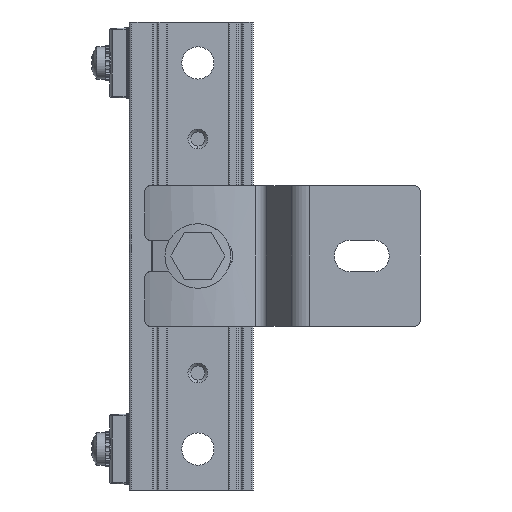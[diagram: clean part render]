
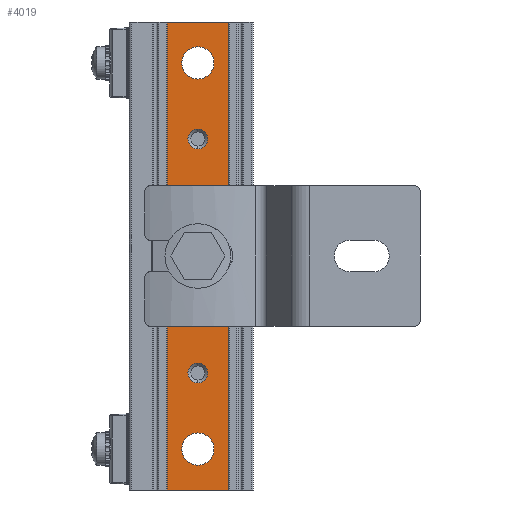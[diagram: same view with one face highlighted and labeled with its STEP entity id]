
A CAD part, left-side view. The second image highlights one B-rep face of the part: STEP entity #4019.
In plain terms, the highlighted planar face has unit normal (-1, 0, 0).
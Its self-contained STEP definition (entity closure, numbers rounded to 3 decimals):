
#3252=DIRECTION('',(0.,-1.,0.));
#3253=VECTOR('',#3252,11.5);
#3254=CARTESIAN_POINT('',(-4.,5.75,-40.));
#3255=LINE('',#3254,#3253);
#3406=CARTESIAN_POINT('',(-4.,0.,0.));
#3407=DIRECTION('',(1.,0.,0.));
#3408=DIRECTION('',(0.,0.,-1.));
#3409=AXIS2_PLACEMENT_3D('',#3406,#3407,#3408);
#3414=CARTESIAN_POINT('',(-4.,0.,0.));
#3415=DIRECTION('',(1.,0.,0.));
#3416=DIRECTION('',(0.,0.,1.));
#3417=AXIS2_PLACEMENT_3D('',#3414,#3415,#3416);
#3422=CARTESIAN_POINT('',(-4.,0.,-33.));
#3423=DIRECTION('',(1.,0.,0.));
#3424=DIRECTION('',(0.,0.,-1.));
#3425=AXIS2_PLACEMENT_3D('',#3422,#3423,#3424);
#3430=CARTESIAN_POINT('',(-4.,0.,-33.));
#3431=DIRECTION('',(1.,0.,0.));
#3432=DIRECTION('',(0.,0.,1.));
#3433=AXIS2_PLACEMENT_3D('',#3430,#3431,#3432);
#3438=CARTESIAN_POINT('',(-4.,0.,33.));
#3439=DIRECTION('',(1.,0.,0.));
#3440=DIRECTION('',(0.,0.,-1.));
#3441=AXIS2_PLACEMENT_3D('',#3438,#3439,#3440);
#3446=CARTESIAN_POINT('',(-4.,0.,33.));
#3447=DIRECTION('',(1.,0.,0.));
#3448=DIRECTION('',(0.,0.,1.));
#3449=AXIS2_PLACEMENT_3D('',#3446,#3447,#3448);
#3454=CARTESIAN_POINT('',(-4.,5.75,-39.));
#3455=DIRECTION('',(-1.,0.,0.));
#3456=DIRECTION('',(0.,1.,0.));
#3457=AXIS2_PLACEMENT_3D('',#3454,#3455,#3456);
#3462=DIRECTION('',(0.,0.,1.));
#3463=VECTOR('',#3462,78.);
#3464=CARTESIAN_POINT('',(-4.,6.75,-39.));
#3465=LINE('',#3464,#3463);
#3469=CARTESIAN_POINT('',(-4.,5.75,39.));
#3470=DIRECTION('',(-1.,0.,0.));
#3471=DIRECTION('',(0.,0.,1.));
#3472=AXIS2_PLACEMENT_3D('',#3469,#3470,#3471);
#3477=CARTESIAN_POINT('',(-4.,-5.75,39.));
#3478=DIRECTION('',(-1.,0.,0.));
#3479=DIRECTION('',(0.,-1.,0.));
#3480=AXIS2_PLACEMENT_3D('',#3477,#3478,#3479);
#3485=CARTESIAN_POINT('',(-4.,-5.75,-39.));
#3486=DIRECTION('',(-1.,0.,0.));
#3487=DIRECTION('',(0.,0.,-1.));
#3488=AXIS2_PLACEMENT_3D('',#3485,#3486,#3487);
#3493=CARTESIAN_POINT('',(-4.,0.,20.));
#3494=DIRECTION('',(1.,0.,0.));
#3495=DIRECTION('',(0.,0.,-1.));
#3496=AXIS2_PLACEMENT_3D('',#3493,#3494,#3495);
#3501=CARTESIAN_POINT('',(-4.,0.,20.));
#3502=DIRECTION('',(1.,0.,0.));
#3503=DIRECTION('',(0.,0.,1.));
#3504=AXIS2_PLACEMENT_3D('',#3501,#3502,#3503);
#3509=CARTESIAN_POINT('',(-4.,0.,-20.));
#3510=DIRECTION('',(1.,0.,0.));
#3511=DIRECTION('',(0.,0.,1.));
#3512=AXIS2_PLACEMENT_3D('',#3509,#3510,#3511);
#3517=CARTESIAN_POINT('',(-4.,0.,-20.));
#3518=DIRECTION('',(1.,0.,0.));
#3519=DIRECTION('',(0.,0.,-1.));
#3520=AXIS2_PLACEMENT_3D('',#3517,#3518,#3519);
#3641=DIRECTION('',(0.,-1.,0.));
#3642=VECTOR('',#3641,11.5);
#3643=CARTESIAN_POINT('',(-4.,5.75,40.));
#3644=LINE('',#3643,#3642);
#3669=DIRECTION('',(0.,0.,1.));
#3670=VECTOR('',#3669,78.);
#3671=CARTESIAN_POINT('',(-4.,-6.75,-39.));
#3672=LINE('',#3671,#3670);
#3775=CARTESIAN_POINT('',(-4.,0.,-2.1));
#3776=VERTEX_POINT('',#3775);
#3777=CARTESIAN_POINT('',(-4.,0.,2.1));
#3778=VERTEX_POINT('',#3777);
#3779=CARTESIAN_POINT('',(-4.,0.,-35.75));
#3780=CARTESIAN_POINT('',(-4.,0.,-30.25));
#3781=VERTEX_POINT('',#3779);
#3782=VERTEX_POINT('',#3780);
#3783=CARTESIAN_POINT('',(-4.,0.,30.25));
#3784=CARTESIAN_POINT('',(-4.,0.,35.75));
#3785=VERTEX_POINT('',#3783);
#3786=VERTEX_POINT('',#3784);
#3791=CARTESIAN_POINT('',(-4.,6.75,-39.));
#3792=VERTEX_POINT('',#3791);
#3793=CARTESIAN_POINT('',(-4.,5.75,-40.));
#3794=VERTEX_POINT('',#3793);
#3795=CARTESIAN_POINT('',(-4.,-5.75,-40.));
#3796=CARTESIAN_POINT('',(-4.,-6.75,-39.));
#3797=VERTEX_POINT('',#3795);
#3798=VERTEX_POINT('',#3796);
#3807=CARTESIAN_POINT('',(-4.,-6.75,39.));
#3808=VERTEX_POINT('',#3807);
#3809=CARTESIAN_POINT('',(-4.,-5.75,40.));
#3810=VERTEX_POINT('',#3809);
#3811=CARTESIAN_POINT('',(-4.,5.75,40.));
#3812=CARTESIAN_POINT('',(-4.,6.75,39.));
#3813=VERTEX_POINT('',#3811);
#3814=VERTEX_POINT('',#3812);
#3843=CARTESIAN_POINT('',(-4.,0.,18.3));
#3844=CARTESIAN_POINT('',(-4.,0.,21.7));
#3845=VERTEX_POINT('',#3843);
#3846=VERTEX_POINT('',#3844);
#3851=CARTESIAN_POINT('',(-4.,0.,-18.3));
#3852=CARTESIAN_POINT('',(-4.,0.,-21.7));
#3853=VERTEX_POINT('',#3851);
#3854=VERTEX_POINT('',#3852);
#3970=CARTESIAN_POINT('',(-4.,6.75,-40.));
#3971=DIRECTION('',(-1.,0.,0.));
#3972=DIRECTION('',(0.,-1.,0.));
#3973=AXIS2_PLACEMENT_3D('',#3970,#3971,#3972);
#3974=PLANE('',#3973);
#3975=ORIENTED_EDGE('',*,*,#3884,.F.);
#3977=ORIENTED_EDGE('',*,*,#3976,.T.);
#3979=ORIENTED_EDGE('',*,*,#3978,.F.);
#3981=ORIENTED_EDGE('',*,*,#3980,.T.);
#3983=ORIENTED_EDGE('',*,*,#3982,.F.);
#3985=ORIENTED_EDGE('',*,*,#3984,.F.);
#3987=ORIENTED_EDGE('',*,*,#3986,.F.);
#3988=ORIENTED_EDGE('',*,*,#3866,.F.);
#3989=EDGE_LOOP('',(#3975,#3977,#3979,#3981,#3983,#3985,#3987,#3988));
#3990=FACE_OUTER_BOUND('',#3989,.F.);
#3991=ORIENTED_EDGE('',*,*,#3950,.F.);
#3992=ORIENTED_EDGE('',*,*,#3964,.F.);
#3993=EDGE_LOOP('',(#3991,#3992));
#3994=FACE_BOUND('',#3993,.F.);
#3996=ORIENTED_EDGE('',*,*,#3995,.F.);
#3998=ORIENTED_EDGE('',*,*,#3997,.F.);
#3999=EDGE_LOOP('',(#3996,#3998));
#4000=FACE_BOUND('',#3999,.F.);
#4002=ORIENTED_EDGE('',*,*,#4001,.F.);
#4004=ORIENTED_EDGE('',*,*,#4003,.F.);
#4005=EDGE_LOOP('',(#4002,#4004));
#4006=FACE_BOUND('',#4005,.F.);
#4008=ORIENTED_EDGE('',*,*,#4007,.F.);
#4010=ORIENTED_EDGE('',*,*,#4009,.F.);
#4011=EDGE_LOOP('',(#4008,#4010));
#4012=FACE_BOUND('',#4011,.F.);
#4014=ORIENTED_EDGE('',*,*,#4013,.F.);
#4016=ORIENTED_EDGE('',*,*,#4015,.F.);
#4017=EDGE_LOOP('',(#4014,#4016));
#4018=FACE_BOUND('',#4017,.F.);
#4019=ADVANCED_FACE('',(#3990,#3994,#4000,#4006,#4012,#4018),#3974,.T.);
#3410=CIRCLE('',#3409,2.1);
#3418=CIRCLE('',#3417,2.1);
#3426=CIRCLE('',#3425,2.75);
#3434=CIRCLE('',#3433,2.75);
#3442=CIRCLE('',#3441,2.75);
#3450=CIRCLE('',#3449,2.75);
#3458=CIRCLE('',#3457,1.);
#3473=CIRCLE('',#3472,1.);
#3481=CIRCLE('',#3480,1.);
#3489=CIRCLE('',#3488,1.);
#3497=CIRCLE('',#3496,1.7);
#3505=CIRCLE('',#3504,1.7);
#3513=CIRCLE('',#3512,1.7);
#3521=CIRCLE('',#3520,1.7);
#3866=EDGE_CURVE('',#3794,#3797,#3255,.T.);
#3884=EDGE_CURVE('',#3792,#3794,#3458,.T.);
#3950=EDGE_CURVE('',#3776,#3778,#3410,.T.);
#3964=EDGE_CURVE('',#3778,#3776,#3418,.T.);
#3976=EDGE_CURVE('',#3792,#3814,#3465,.T.);
#3978=EDGE_CURVE('',#3813,#3814,#3473,.T.);
#3980=EDGE_CURVE('',#3813,#3810,#3644,.T.);
#3982=EDGE_CURVE('',#3808,#3810,#3481,.T.);
#3984=EDGE_CURVE('',#3798,#3808,#3672,.T.);
#3986=EDGE_CURVE('',#3797,#3798,#3489,.T.);
#3995=EDGE_CURVE('',#3781,#3782,#3426,.T.);
#3997=EDGE_CURVE('',#3782,#3781,#3434,.T.);
#4001=EDGE_CURVE('',#3785,#3786,#3442,.T.);
#4003=EDGE_CURVE('',#3786,#3785,#3450,.T.);
#4007=EDGE_CURVE('',#3845,#3846,#3497,.T.);
#4009=EDGE_CURVE('',#3846,#3845,#3505,.T.);
#4013=EDGE_CURVE('',#3853,#3854,#3513,.T.);
#4015=EDGE_CURVE('',#3854,#3853,#3521,.T.);
